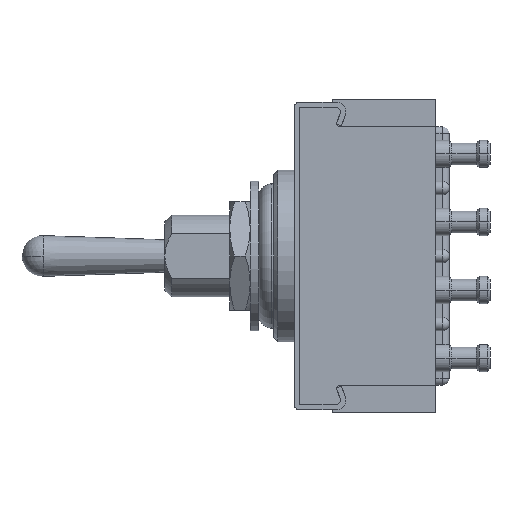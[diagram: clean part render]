
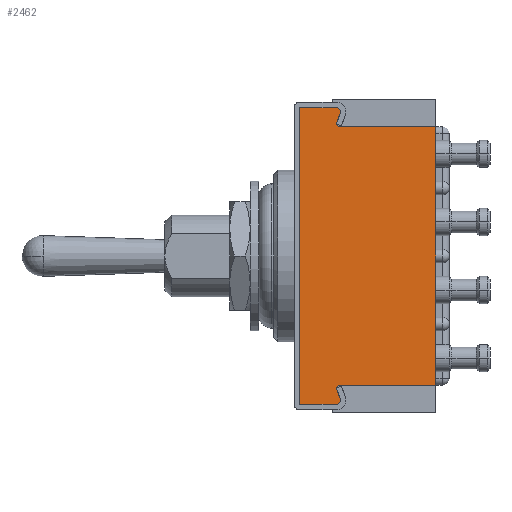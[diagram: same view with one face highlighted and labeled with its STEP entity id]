
A CAD part, left-side view. The second image highlights one B-rep face of the part: STEP entity #2462.
In plain terms, the highlighted planar face has unit normal (-1, 0, 0).
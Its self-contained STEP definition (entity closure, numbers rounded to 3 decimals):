
#235 = VERTEX_POINT ( 'NONE', #9471 ) ;
#501 = CARTESIAN_POINT ( 'NONE',  ( -7.4, 10., 10.9 ) ) ;
#518 = AXIS2_PLACEMENT_3D ( 'NONE', #758, #11314, #6615 ) ;
#606 = ORIENTED_EDGE ( 'NONE', *, *, #4923, .T. ) ;
#758 = CARTESIAN_POINT ( 'NONE',  ( -7.4, 7.3, 10.6 ) ) ;
#768 = LINE ( 'NONE', #1298, #6457 ) ;
#868 = VECTOR ( 'NONE', #1361, 1000. ) ;
#927 = VERTEX_POINT ( 'NONE', #2223 ) ;
#1298 = CARTESIAN_POINT ( 'NONE',  ( -7.4, 7.166, -9.5 ) ) ;
#1303 = CARTESIAN_POINT ( 'NONE',  ( -7.4, 7.166, 9.5 ) ) ;
#1333 = VERTEX_POINT ( 'NONE', #4870 ) ;
#1341 = DIRECTION ( 'NONE',  ( 0., -1., 0. ) ) ;
#1361 = DIRECTION ( 'NONE',  ( 0., 0., -1. ) ) ;
#1377 = ORIENTED_EDGE ( 'NONE', *, *, #10315, .F. ) ;
#1409 = CARTESIAN_POINT ( 'NONE',  ( -7.4, 7.3, 10.6 ) ) ;
#1467 = CIRCLE ( 'NONE', #4855, 0.3 ) ;
#1595 = LINE ( 'NONE', #5732, #3993 ) ;
#1622 = LINE ( 'NONE', #5681, #3275 ) ;
#1715 = CARTESIAN_POINT ( 'NONE',  ( -7.4, 7.3, -10.9 ) ) ;
#1737 = DIRECTION ( 'NONE',  ( 0., 0.329, 0.944 ) ) ;
#1742 = CARTESIAN_POINT ( 'NONE',  ( -7.4, 7.3, 9.689 ) ) ;
#1790 = CARTESIAN_POINT ( 'NONE',  ( -7.4, 7.3, -10.6 ) ) ;
#1807 = DIRECTION ( 'NONE',  ( 0., -1., 0. ) ) ;
#1822 = ORIENTED_EDGE ( 'NONE', *, *, #7227, .F. ) ;
#1870 = EDGE_CURVE ( 'NONE', #7953, #1333, #5251, .T. ) ;
#1931 = LINE ( 'NONE', #3909, #5990 ) ;
#2015 = EDGE_CURVE ( 'NONE', #10977, #9332, #5236, .T. ) ;
#2223 = CARTESIAN_POINT ( 'NONE',  ( -7.4, 7.3, 9.689 ) ) ;
#2361 = EDGE_CURVE ( 'NONE', #9332, #5894, #1467, .T. ) ;
#2375 = DIRECTION ( 'NONE',  ( 0., 0., -1. ) ) ;
#2462 = ADVANCED_FACE ( 'NONE', ( #5084 ), #7488, .F. ) ;
#2605 = VERTEX_POINT ( 'NONE', #4819 ) ;
#2830 = DIRECTION ( 'NONE',  ( 0., -0.579, 0.815 ) ) ;
#2850 = VECTOR ( 'NONE', #4645, 1000. ) ;
#3132 = EDGE_CURVE ( 'NONE', #5894, #3297, #1622, .T. ) ;
#3275 = VECTOR ( 'NONE', #1737, 1000. ) ;
#3297 = VERTEX_POINT ( 'NONE', #10490 ) ;
#3554 = EDGE_CURVE ( 'NONE', #5423, #927, #1931, .T. ) ;
#3692 = VECTOR ( 'NONE', #4573, 1000. ) ;
#3878 = ORIENTED_EDGE ( 'NONE', *, *, #9188, .F. ) ;
#3909 = CARTESIAN_POINT ( 'NONE',  ( -7.4, 7.017, 10.501 ) ) ;
#3993 = VECTOR ( 'NONE', #2830, 1000. ) ;
#4228 = CARTESIAN_POINT ( 'NONE',  ( -7.4, 0., -9.5 ) ) ;
#4573 = DIRECTION ( 'NONE',  ( 0., 0., 1. ) ) ;
#4645 = DIRECTION ( 'NONE',  ( 0., -0.579, -0.815 ) ) ;
#4819 = CARTESIAN_POINT ( 'NONE',  ( -7.4, 7.166, -9.5 ) ) ;
#4855 = AXIS2_PLACEMENT_3D ( 'NONE', #1790, #8474, #11393 ) ;
#4870 = CARTESIAN_POINT ( 'NONE',  ( -7.4, 7.3, 10.9 ) ) ;
#4923 = EDGE_CURVE ( 'NONE', #3297, #2605, #1595, .T. ) ;
#5084 = FACE_OUTER_BOUND ( 'NONE', #8554, .T. ) ;
#5236 = LINE ( 'NONE', #10781, #6883 ) ;
#5251 = LINE ( 'NONE', #12415, #8251 ) ;
#5276 = DIRECTION ( 'NONE',  ( 0., -1., 0. ) ) ;
#5423 = VERTEX_POINT ( 'NONE', #10361 ) ;
#5549 = CIRCLE ( 'NONE', #5914, 0.3 ) ;
#5624 = VECTOR ( 'NONE', #1341, 1000. ) ;
#5681 = CARTESIAN_POINT ( 'NONE',  ( -7.4, 7.017, -10.501 ) ) ;
#5732 = CARTESIAN_POINT ( 'NONE',  ( -7.4, 7.3, -9.689 ) ) ;
#5894 = VERTEX_POINT ( 'NONE', #9285 ) ;
#5914 = AXIS2_PLACEMENT_3D ( 'NONE', #1409, #11050, #2375 ) ;
#5990 = VECTOR ( 'NONE', #7859, 1000. ) ;
#6457 = VECTOR ( 'NONE', #5276, 1000. ) ;
#6615 = DIRECTION ( 'NONE',  ( 0., 0., -1. ) ) ;
#6733 = ORIENTED_EDGE ( 'NONE', *, *, #3554, .F. ) ;
#6817 = CARTESIAN_POINT ( 'NONE',  ( -7.4, 7.166, 9.5 ) ) ;
#6883 = VECTOR ( 'NONE', #7851, 1000. ) ;
#7010 = CARTESIAN_POINT ( 'NONE',  ( -7.4, 0., 9.5 ) ) ;
#7227 = EDGE_CURVE ( 'NONE', #1333, #5423, #5549, .T. ) ;
#7488 = PLANE ( 'NONE',  #518 ) ;
#7582 = CARTESIAN_POINT ( 'NONE',  ( -7.4, 10., -10.9 ) ) ;
#7669 = ORIENTED_EDGE ( 'NONE', *, *, #8450, .F. ) ;
#7683 = ORIENTED_EDGE ( 'NONE', *, *, #11681, .F. ) ;
#7851 = DIRECTION ( 'NONE',  ( 0., -1., 0. ) ) ;
#7859 = DIRECTION ( 'NONE',  ( 0., 0.329, -0.944 ) ) ;
#7953 = VERTEX_POINT ( 'NONE', #501 ) ;
#8251 = VECTOR ( 'NONE', #1807, 1000. ) ;
#8450 = EDGE_CURVE ( 'NONE', #235, #10362, #8666, .T. ) ;
#8474 = DIRECTION ( 'NONE',  ( -1., 0., 0. ) ) ;
#8554 = EDGE_LOOP ( 'NONE', ( #9462, #3878, #11106, #9632, #9669, #606, #9481, #7669, #1377, #7683, #6733, #1822 ) ) ;
#8666 = LINE ( 'NONE', #7010, #868 ) ;
#9056 = LINE ( 'NONE', #1303, #5624 ) ;
#9188 = EDGE_CURVE ( 'NONE', #10977, #7953, #11804, .T. ) ;
#9285 = CARTESIAN_POINT ( 'NONE',  ( -7.4, 7.017, -10.501 ) ) ;
#9332 = VERTEX_POINT ( 'NONE', #1715 ) ;
#9414 = CARTESIAN_POINT ( 'NONE',  ( -7.4, 10., 10.9 ) ) ;
#9462 = ORIENTED_EDGE ( 'NONE', *, *, #1870, .F. ) ;
#9471 = CARTESIAN_POINT ( 'NONE',  ( -7.4, 0., 9.5 ) ) ;
#9481 = ORIENTED_EDGE ( 'NONE', *, *, #11306, .T. ) ;
#9632 = ORIENTED_EDGE ( 'NONE', *, *, #2361, .T. ) ;
#9669 = ORIENTED_EDGE ( 'NONE', *, *, #3132, .T. ) ;
#10315 = EDGE_CURVE ( 'NONE', #11745, #235, #9056, .T. ) ;
#10361 = CARTESIAN_POINT ( 'NONE',  ( -7.4, 7.017, 10.501 ) ) ;
#10362 = VERTEX_POINT ( 'NONE', #4228 ) ;
#10490 = CARTESIAN_POINT ( 'NONE',  ( -7.4, 7.3, -9.689 ) ) ;
#10781 = CARTESIAN_POINT ( 'NONE',  ( -7.4, 10., -10.9 ) ) ;
#10977 = VERTEX_POINT ( 'NONE', #7582 ) ;
#11050 = DIRECTION ( 'NONE',  ( 1., 0., 0. ) ) ;
#11106 = ORIENTED_EDGE ( 'NONE', *, *, #2015, .T. ) ;
#11306 = EDGE_CURVE ( 'NONE', #2605, #10362, #768, .T. ) ;
#11314 = DIRECTION ( 'NONE',  ( 1., 0., 0. ) ) ;
#11393 = DIRECTION ( 'NONE',  ( 0., 0., 1. ) ) ;
#11547 = LINE ( 'NONE', #1742, #2850 ) ;
#11681 = EDGE_CURVE ( 'NONE', #927, #11745, #11547, .T. ) ;
#11745 = VERTEX_POINT ( 'NONE', #6817 ) ;
#11804 = LINE ( 'NONE', #9414, #3692 ) ;
#12415 = CARTESIAN_POINT ( 'NONE',  ( -7.4, 10., 10.9 ) ) ;
